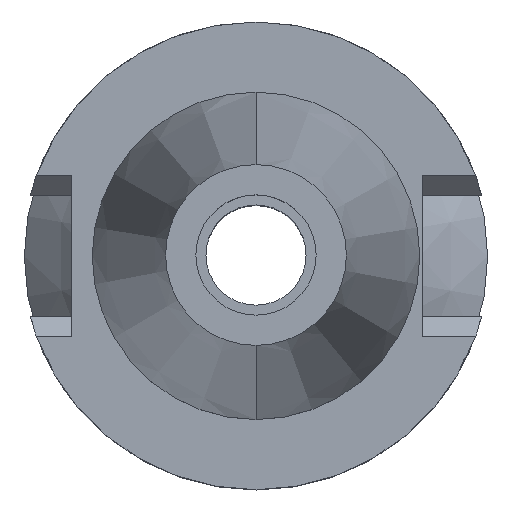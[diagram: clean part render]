
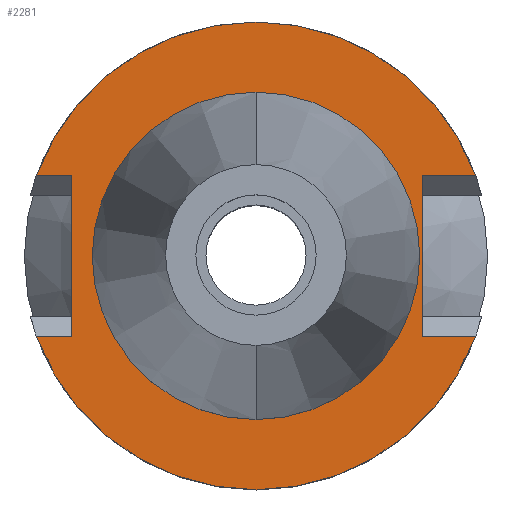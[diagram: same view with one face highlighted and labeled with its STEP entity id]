
A CAD part, top view. The second image highlights one B-rep face of the part: STEP entity #2281.
In plain terms, the highlighted planar face has unit normal (0, 0, 1).
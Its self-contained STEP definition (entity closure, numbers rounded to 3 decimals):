
#714=DIRECTION('',(0.,-1.,0.));
#715=VECTOR('',#714,21.78);
#716=CARTESIAN_POINT('',(-24.98,10.89,-1.));
#717=LINE('',#716,#715);
#820=DIRECTION('',(1.,0.,0.));
#821=VECTOR('',#820,7.254);
#822=CARTESIAN_POINT('',(22.57,10.89,-1.));
#823=LINE('',#822,#821);
#837=CARTESIAN_POINT('',(29.824,10.89,-1.));
#857=DIRECTION('',(0.,-1.,0.));
#858=VECTOR('',#857,21.78);
#859=CARTESIAN_POINT('',(22.57,10.89,-1.));
#860=LINE('',#859,#858);
#864=DIRECTION('',(1.,0.,0.));
#865=VECTOR('',#864,7.254);
#866=CARTESIAN_POINT('',(22.57,-10.89,-1.));
#867=LINE('',#866,#865);
#871=CARTESIAN_POINT('',(0.,0.,-1.));
#872=DIRECTION('',(0.,0.,-1.));
#873=DIRECTION('',(0.939,-0.343,0.));
#874=AXIS2_PLACEMENT_3D('',#871,#872,#873);
#879=CARTESIAN_POINT('',(0.,0.,-1.));
#880=DIRECTION('',(0.,0.,-1.));
#881=DIRECTION('',(0.,-1.,0.));
#882=AXIS2_PLACEMENT_3D('',#879,#880,#881);
#887=DIRECTION('',(-1.,0.,0.));
#888=VECTOR('',#887,4.844);
#889=CARTESIAN_POINT('',(-24.98,10.89,-1.));
#890=LINE('',#889,#888);
#894=CARTESIAN_POINT('',(0.,0.,-1.));
#895=DIRECTION('',(0.,0.,-1.));
#896=DIRECTION('',(-0.939,0.343,0.));
#897=AXIS2_PLACEMENT_3D('',#894,#895,#896);
#902=CARTESIAN_POINT('',(0.,0.,-1.));
#903=DIRECTION('',(0.,0.,-1.));
#904=DIRECTION('',(0.,1.,0.));
#905=AXIS2_PLACEMENT_3D('',#902,#903,#904);
#910=CARTESIAN_POINT('',(0.,0.,-1.));
#911=DIRECTION('',(0.,0.,1.));
#912=DIRECTION('',(0.,-1.,0.));
#913=AXIS2_PLACEMENT_3D('',#910,#911,#912);
#918=CARTESIAN_POINT('',(0.,0.,-1.));
#919=DIRECTION('',(0.,0.,1.));
#920=DIRECTION('',(0.,1.,0.));
#921=AXIS2_PLACEMENT_3D('',#918,#919,#920);
#926=CARTESIAN_POINT('',(29.824,-10.89,-1.));
#951=CARTESIAN_POINT('',(-29.824,-10.89,-1.));
#1100=DIRECTION('',(-1.,0.,0.));
#1101=VECTOR('',#1100,4.844);
#1102=CARTESIAN_POINT('',(-24.98,-10.89,-1.));
#1103=LINE('',#1102,#1101);
#1408=CARTESIAN_POINT('',(22.57,-10.89,-1.));
#1409=VERTEX_POINT('',#1408);
#1410=CARTESIAN_POINT('',(22.57,10.89,-1.));
#1411=VERTEX_POINT('',#1410);
#1451=CARTESIAN_POINT('',(-24.98,10.89,-1.));
#1452=VERTEX_POINT('',#1451);
#1453=CARTESIAN_POINT('',(-24.98,-10.89,-1.));
#1454=VERTEX_POINT('',#1453);
#1497=VERTEX_POINT('',#926);
#1498=VERTEX_POINT('',#951);
#1499=CARTESIAN_POINT('',(0.,-31.75,-1.));
#1500=VERTEX_POINT('',#1499);
#1503=VERTEX_POINT('',#837);
#1504=CARTESIAN_POINT('',(0.,31.75,-1.));
#1505=VERTEX_POINT('',#1504);
#1506=CARTESIAN_POINT('',(-29.824,10.89,-1.));
#1507=VERTEX_POINT('',#1506);
#1508=CARTESIAN_POINT('',(0.,-22.225,-1.));
#1509=CARTESIAN_POINT('',(0.,22.225,-1.));
#1510=VERTEX_POINT('',#1508);
#1511=VERTEX_POINT('',#1509);
#2253=CARTESIAN_POINT('',(0.,0.,-1.));
#2254=DIRECTION('',(0.,0.,-1.));
#2255=DIRECTION('',(0.,-1.,0.));
#2256=AXIS2_PLACEMENT_3D('',#2253,#2254,#2255);
#2257=PLANE('',#2256);
#2258=ORIENTED_EDGE('',*,*,#2048,.T.);
#2260=ORIENTED_EDGE('',*,*,#2259,.T.);
#2262=ORIENTED_EDGE('',*,*,#2261,.T.);
#2264=ORIENTED_EDGE('',*,*,#2263,.T.);
#2266=ORIENTED_EDGE('',*,*,#2265,.F.);
#2267=ORIENTED_EDGE('',*,*,#2136,.F.);
#2269=ORIENTED_EDGE('',*,*,#2268,.T.);
#2270=ORIENTED_EDGE('',*,*,#2241,.T.);
#2271=ORIENTED_EDGE('',*,*,#2239,.T.);
#2272=ORIENTED_EDGE('',*,*,#2227,.F.);
#2273=EDGE_LOOP('',(#2258,#2260,#2262,#2264,#2266,#2267,#2269,#2270,#2271,
#2272));
#2274=FACE_OUTER_BOUND('',#2273,.F.);
#2276=ORIENTED_EDGE('',*,*,#2275,.T.);
#2278=ORIENTED_EDGE('',*,*,#2277,.T.);
#2279=EDGE_LOOP('',(#2276,#2278));
#2280=FACE_BOUND('',#2279,.F.);
#875=CIRCLE('',#874,31.75);
#883=CIRCLE('',#882,31.75);
#898=CIRCLE('',#897,31.75);
#906=CIRCLE('',#905,31.75);
#914=CIRCLE('',#913,22.225);
#922=CIRCLE('',#921,22.225);
#2048=EDGE_CURVE('',#1411,#1409,#860,.T.);
#2136=EDGE_CURVE('',#1452,#1454,#717,.T.);
#2227=EDGE_CURVE('',#1411,#1503,#823,.T.);
#2239=EDGE_CURVE('',#1505,#1503,#906,.T.);
#2241=EDGE_CURVE('',#1507,#1505,#898,.T.);
#2259=EDGE_CURVE('',#1409,#1497,#867,.T.);
#2261=EDGE_CURVE('',#1497,#1500,#875,.T.);
#2263=EDGE_CURVE('',#1500,#1498,#883,.T.);
#2265=EDGE_CURVE('',#1454,#1498,#1103,.T.);
#2268=EDGE_CURVE('',#1452,#1507,#890,.T.);
#2275=EDGE_CURVE('',#1510,#1511,#914,.T.);
#2277=EDGE_CURVE('',#1511,#1510,#922,.T.);
#2281=ADVANCED_FACE('',(#2274,#2280),#2257,.F.);
